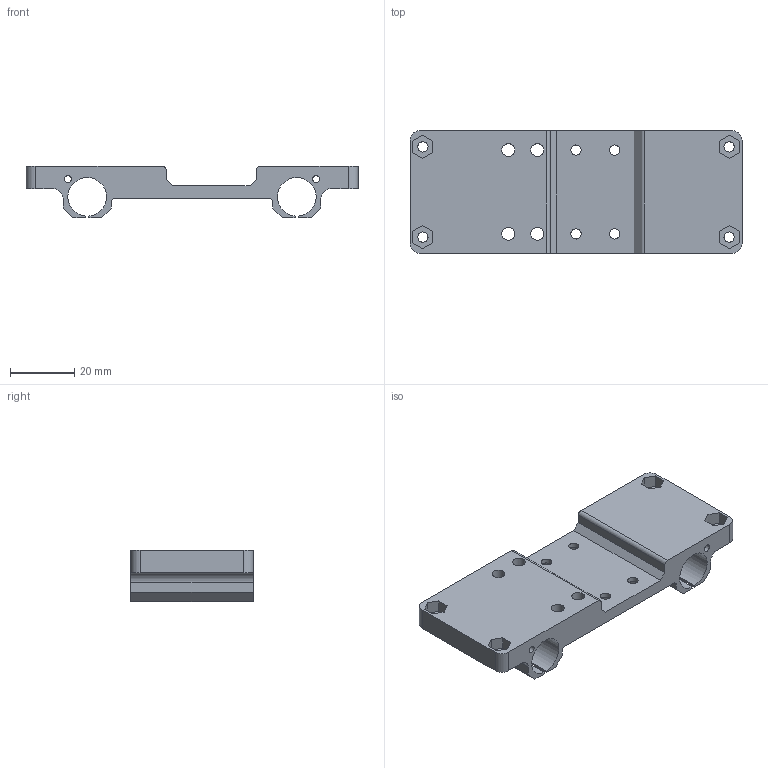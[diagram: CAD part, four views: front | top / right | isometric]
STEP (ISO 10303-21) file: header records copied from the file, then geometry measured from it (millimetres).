
FILE_DESCRIPTION(('FreeCAD Model'),'2;1');
FILE_NAME('Open CASCADE Shape Model','2024-05-05T10:29:56',(''),(''), 'Open CASCADE STEP processor 7.6','FreeCAD','Unknown');
FILE_SCHEMA(('AUTOMOTIVE_DESIGN { 1 0 10303 214 1 1 1 1 }'));
Length unit declared in the file: millimetre
Products named in the file (1): frog
Bounding box: 103 x 38 x 16 mm (x, y, z)
Volume: 26089 mm3; surface area: 15161.8 mm2
Topology: 1 solids, 1 shells, 112 faces, 306 edges, 204 vertices
Faces by surface type: plane 86, cylinder 26
Full cylindrical faces by diameter (mm): 2.2 x2, 3.2 x8, 4 x4
Entity records: 7568 total; most frequent: CARTESIAN_POINT 1587, DIRECTION 1034, LINE 690, VECTOR 690, ORIENTED_EDGE 612, PCURVE 612, DEFINITIONAL_REPRESENTATION 612, EDGE_CURVE 306
